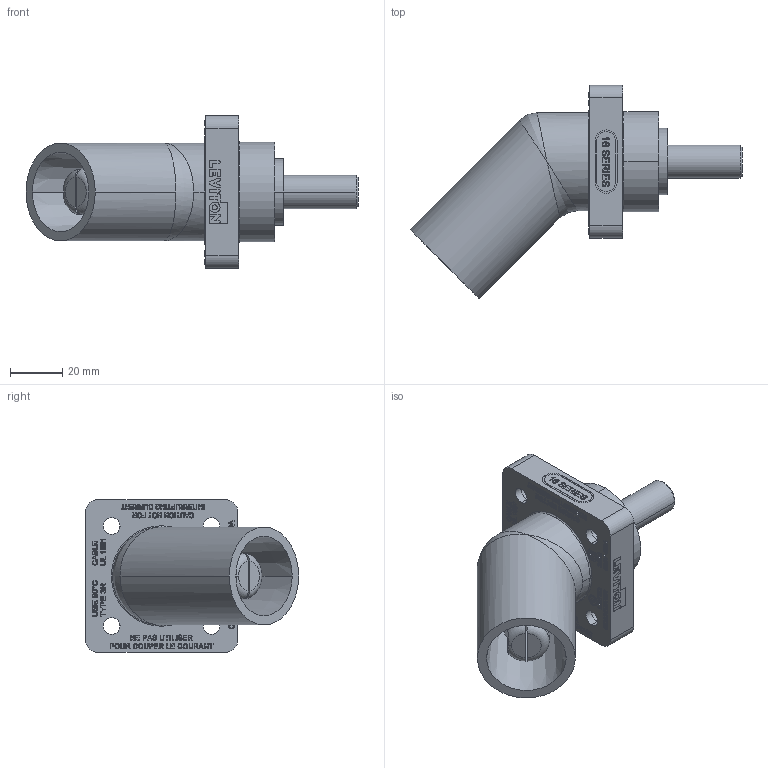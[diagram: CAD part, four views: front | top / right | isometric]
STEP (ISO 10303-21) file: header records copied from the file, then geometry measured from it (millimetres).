
FILE_DESCRIPTION (( 'STEP AP214' ), '1' );
FILE_NAME ('ORC7550-M01.STEP', '2026-02-12T15:24:37', ( '' ), ( '' ), 'SwSTEP 2.0', 'SolidWorks 2024', '' );
FILE_SCHEMA (( 'AUTOMOTIVE_DESIGN' ));
Length unit declared in the file: inch
Products named in the file (1): ORC7550-M01
Bounding box: 126.62 x 81.33 x 58.17 mm (x, y, z)
Volume: 145085.1 mm3; surface area: 48106.7 mm2
Topology: 5 solids, 5 shells, 2215 faces, 5873 edges, 3880 vertices
Faces by surface type: plane 1267, bspline 681, cylinder 226, torus 17, sphere 16, cone 8
Entity records: 106808 total; most frequent: CARTESIAN_POINT 56236, ORIENTED_EDGE 11738, DIRECTION 7949, EDGE_CURVE 5869, LINE 3967, VECTOR 3967, VERTEX_POINT 3880, EDGE_LOOP 2449
